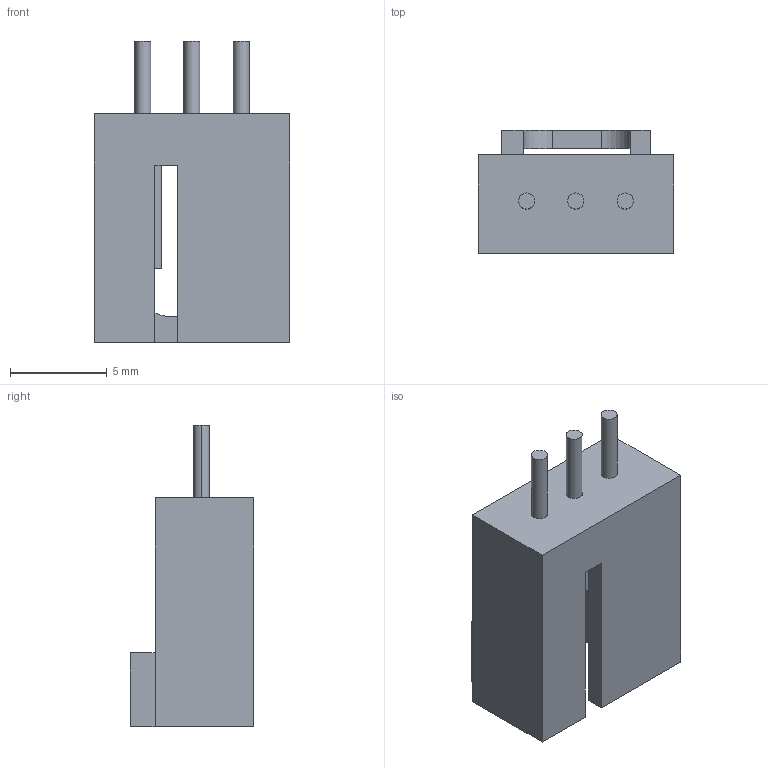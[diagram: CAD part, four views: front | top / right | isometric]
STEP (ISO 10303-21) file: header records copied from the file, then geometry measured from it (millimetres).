
FILE_DESCRIPTION (( 'STEP AP214' ), '1' );
FILE_NAME ('CODEFAU12091544324511.step', '2006-12-09T20:44:29', ( 'sysAdmin' ), ( 'SolidWorks' ), 'SwSTEP 2.0', 'SolidWorks 2007', '' );
FILE_SCHEMA (( 'AUTOMOTIVE_DESIGN' ));
Length unit declared in the file: millimetre
Products named in the file (1): CODEFAU12091544324511
Bounding box: 10.11 x 6.39 x 15.55 mm (x, y, z)
Volume: 314.4 mm3; surface area: 789.1 mm2
Topology: 1 solids, 1 shells, 52 faces, 134 edges, 88 vertices
Faces by surface type: plane 38, cylinder 14
Entity records: 1799 total; most frequent: CARTESIAN_POINT 275, ORIENTED_EDGE 268, DIRECTION 268, EDGE_CURVE 134, LINE 106, VECTOR 106, VERTEX_POINT 88, AXIS2_PLACEMENT_3D 81
